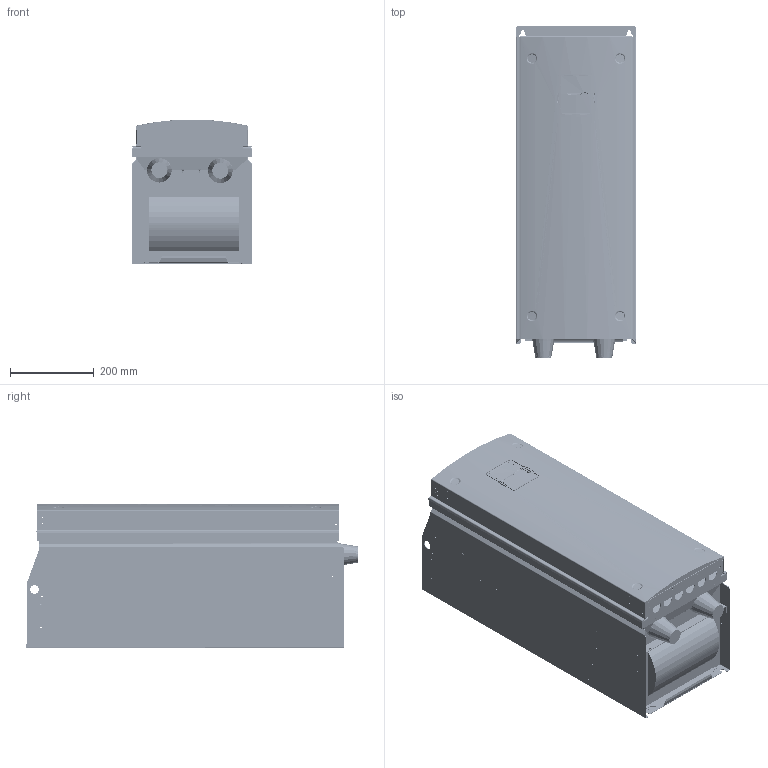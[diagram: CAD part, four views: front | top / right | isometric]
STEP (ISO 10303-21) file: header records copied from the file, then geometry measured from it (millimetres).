
FILE_DESCRIPTION((''),'2;1');
FILE_NAME('OUT_NXP_FR8_WITHLCP','2020-05-11T',('U381548'),('Danfoss Drives A/S'),'CREO PARAMETRIC BY PTC INC, 2018070','CREO PARAMETRIC BY PTC INC, 2018070','');
FILE_SCHEMA(('CONFIG_CONTROL_DESIGN','GEOMETRIC_VALIDATION_PROPERTIES_MIM'));
Length unit declared in the file: millimetre
Products named in the file (1): OUT_NXP_FR8_WITHLCP
Bounding box: 288.9 x 792.95 x 346.04 mm (x, y, z)
Volume: 59152990.6 mm3; surface area: 3662863.1 mm2
Topology: 1 solids, 6 shells, 3597 faces, 11902 edges, 8096 vertices
Faces by surface type: cylinder 2255, plane 1084, torus 79, bspline 66, cone 44, sphere 40, extrusion 29
Entity records: 181282 total; most frequent: CARTESIAN_POINT 36365, ORIENTED_EDGE 23710, DIRECTION 21674, PRESENTATION_STYLE_ASSIGNMENT 12004, STYLED_ITEM 11887, CURVE_STYLE 11881, EDGE_CURVE 11873, AXIS2_PLACEMENT_3D 8248
